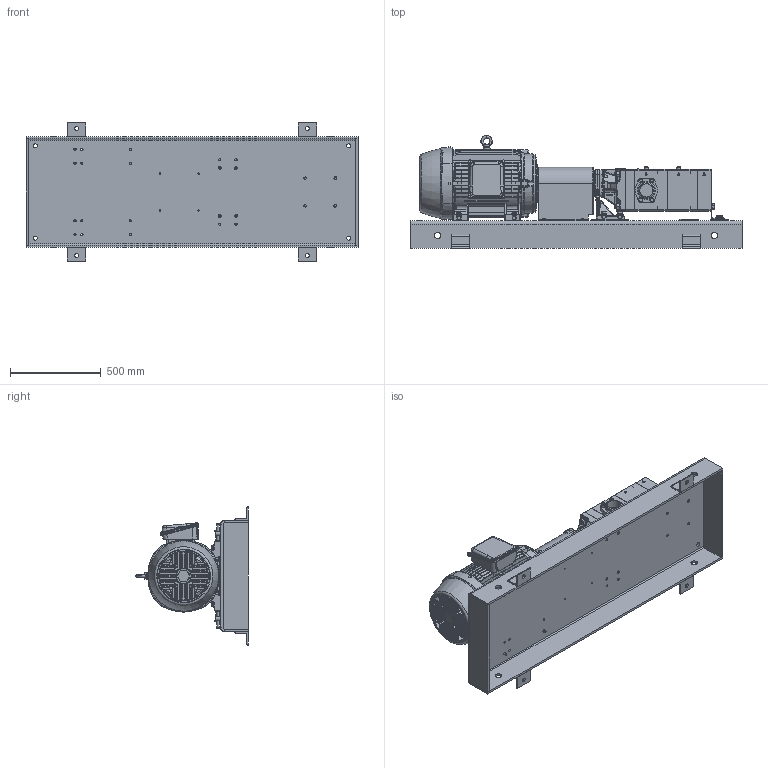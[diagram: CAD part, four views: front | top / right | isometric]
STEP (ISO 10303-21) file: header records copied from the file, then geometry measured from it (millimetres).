
FILE_DESCRIPTION (( 'STEP AP214' ), '1' );
FILE_NAME ('GPV-1455-004-U.STEP', '2016-09-27T19:52:37', ( '' ), ( '' ), 'SwSTEP 2.0', 'SolidWorks 2015', '' );
FILE_SCHEMA (( 'AUTOMOTIVE_DESIGN' ));
Length unit declared in the file: inch
Products named in the file (1): GPV-1455-004-U
Bounding box: 1828.8 x 621.12 x 762 mm (x, y, z)
Volume: 124539005.3 mm3; surface area: 8499155.3 mm2
Topology: 115 solids, 115 shells, 5803 faces, 14631 edges, 9390 vertices
Faces by surface type: plane 3041, cylinder 1062, bspline 1035, cone 575, torus 64, sphere 26
Full cylindrical faces by diameter (mm): 3.175 x2, 6.35 x12, 7.937 x3, 7.938 x1, 8 x4, 8.731 x4, 9.525 x48, 10.716 x18, 11.139 x4, 11.146 x14, 11.6 x4, 12.7 x40, 13.2 x6, 13.487 x4, 13.492 x24, 13.894 x4, 14.288 x4, 15.875 x14, 16.662 x8, 16.7 x4, 17.45 x4, 17.462 x3, 17.463 x1, 17.526 x6, 19.05 x14, 20.65 x12, 21.438 x4, 22.225 x8, 23.812 x8, 24.13 x2
Entity records: 373549 total; most frequent: CARTESIAN_POINT 168867, ORIENTED_EDGE 27654, DIRECTION 23099, EDGE_CURVE 13827, VERTEX_POINT 9216, AXIS2_PLACEMENT_3D 7930, LINE 7239, VECTOR 7239
